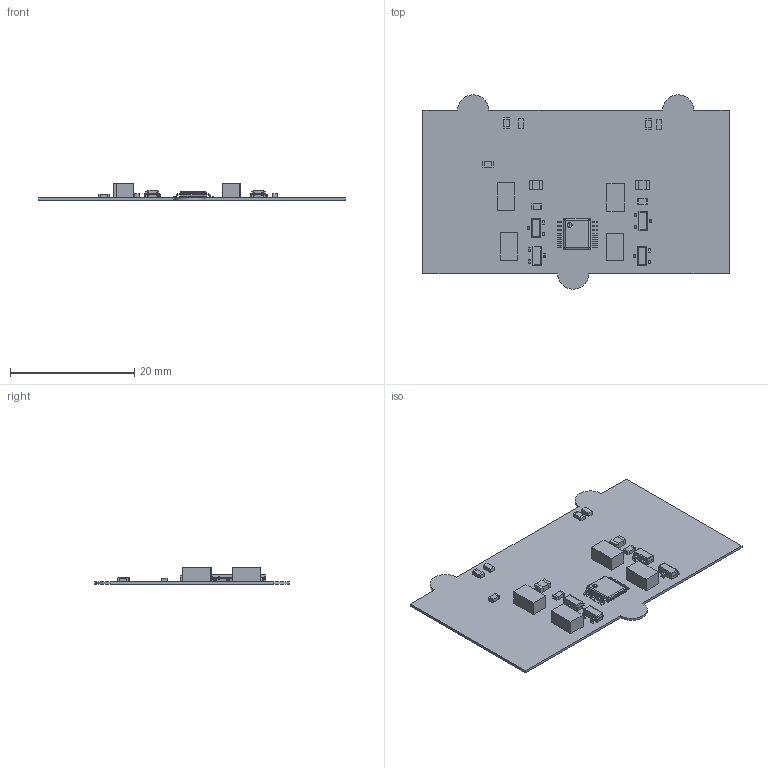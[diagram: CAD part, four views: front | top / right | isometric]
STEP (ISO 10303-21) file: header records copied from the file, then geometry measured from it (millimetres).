
FILE_DESCRIPTION(('Open CASCADE Model'),'2;1');
FILE_NAME('Open CASCADE Shape Model','2019-03-05T22:31:08',('Author'),( 'Open CASCADE'),'Open CASCADE STEP processor 6.8','Open CASCADE 6.8' ,'Unknown');
FILE_SCHEMA(('AUTOMOTIVE_DESIGN { 1 0 10303 214 1 1 1 1 }'));
Length unit declared in the file: millimetre
Products named in the file (1): PCB
Bounding box: 49.3 x 31.3 x 2.7 mm (x, y, z)
Volume: 714.3 mm3; surface area: 3206.8 mm2
Topology: 59 solids, 59 shells, 865 faces, 1874 edges, 1097 vertices
Faces by surface type: plane 550, cylinder 241, sphere 42, bspline 32
Entity records: 25694 total; most frequent: CARTESIAN_POINT 6969, DIRECTION 3710, ORIENTED_EDGE 3684, EDGE_CURVE 1842, LINE 1354, VECTOR 1354, AXIS2_PLACEMENT_3D 1178, VERTEX_POINT 1097
